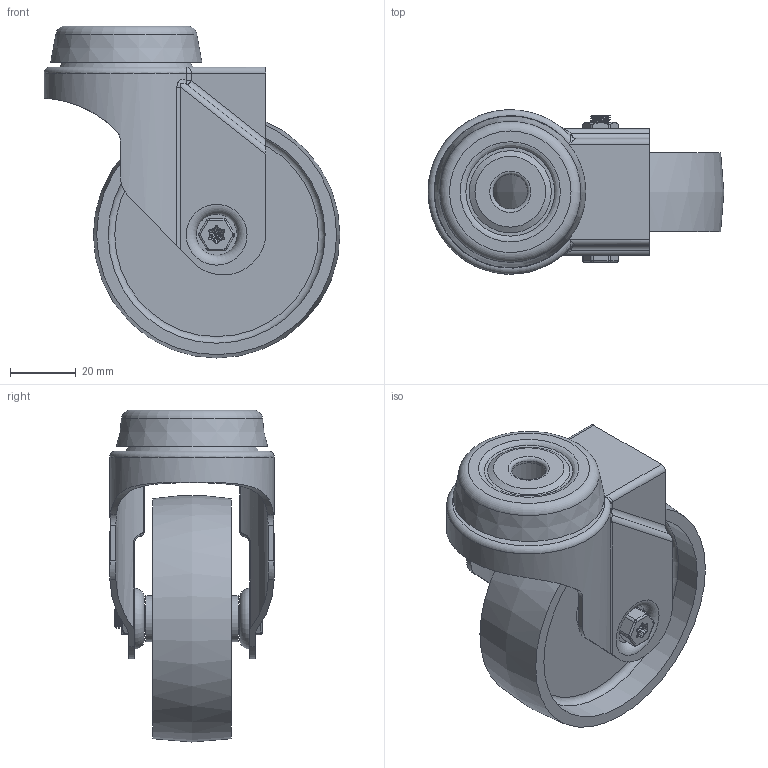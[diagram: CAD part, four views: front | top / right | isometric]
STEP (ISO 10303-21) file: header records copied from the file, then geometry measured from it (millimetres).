
FILE_DESCRIPTION(/* description */ (''),/* implementation_level */ '2;1');
FILE_NAME(/* name */ 'SSRA75PLBH10.step',/* time_stamp */ '2024-08-13T09:00:37+01:00',/* author */ (''),/* organization */ (''),/* preprocessor_version */ 'ST-DEVELOPER v20',/* originating_system */ 'Autodesk Translation Framework v13.14.0.145',/* authorisation */ '');
FILE_SCHEMA (('AUTOMOTIVE_DESIGN { 1 0 10303 214 3 1 1 }'));
Length unit declared in the file: millimetre
Products named in the file (12): SSRA75PLBH10; BZRA75ASBH10; ZINC PLATED PRESSED STEEL FORKS; ZINC PLATED PRESSED STEEL HEAD; BZA75WPL v1; POLYPROPYLENE WHEEL; BOLTSSRA6MM v1; STAINLESS STEEL AXLE BOLT; TUBEM8X30SS v1; STAINLESS STEEL TUBE; NM6GR8HALFA2 v1; STAINLESS STEEL LOCKING NUT
Assembly tree (11 placements, depth 3):
  SSRA75PLBH10
    BZRA75ASBH10
      ZINC PLATED PRESSED STEEL FORKS
      ZINC PLATED PRESSED STEEL HEAD
    BZA75WPL v1
      POLYPROPYLENE WHEEL
    BOLTSSRA6MM v1
      STAINLESS STEEL AXLE BOLT
    TUBEM8X30SS v1
      STAINLESS STEEL TUBE
    NM6GR8HALFA2 v1
      STAINLESS STEEL LOCKING NUT
Bounding box: 90 x 50 x 101 mm (x, y, z)
Volume: 65159.7 mm3; surface area: 48483.7 mm2
Topology: 6 solids, 6 shells, 266 faces, 649 edges, 401 vertices
Faces by surface type: cylinder 98, bspline 55, plane 54, torus 31, cone 26, sphere 2
Full cylindrical faces by diameter (mm): 5 x9, 6 x2, 6.5 x2, 7.9 x1, 8 x1, 8.2 x1, 8.5 x1, 10.5 x1, 14 x2, 18 x1, 19.501 x1, 22 x1, 66 x2
Entity records: 21772 total; most frequent: CARTESIAN_POINT 15422, DIRECTION 1283, ORIENTED_EDGE 1278, EDGE_CURVE 639, AXIS2_PLACEMENT_3D 554, VERTEX_POINT 401, EDGE_LOOP 296, CIRCLE 287
